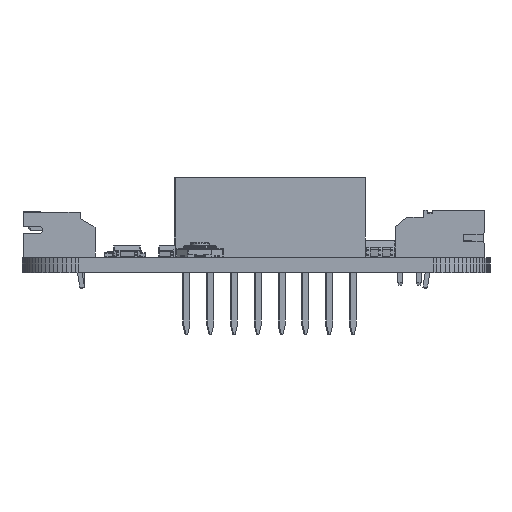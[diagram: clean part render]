
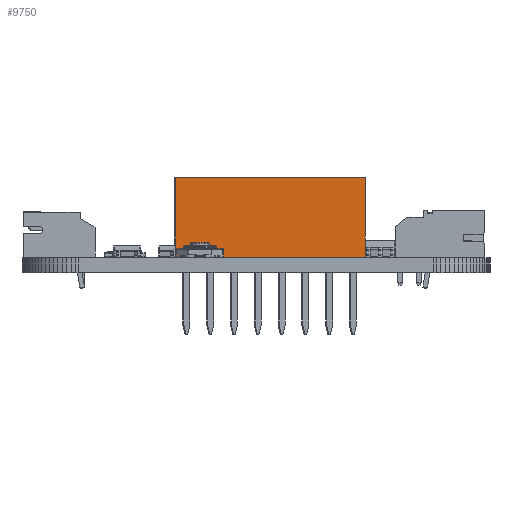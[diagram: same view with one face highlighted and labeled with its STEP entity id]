
A CAD part, left-side view. The second image highlights one B-rep face of the part: STEP entity #9750.
In plain terms, the highlighted face is planar.
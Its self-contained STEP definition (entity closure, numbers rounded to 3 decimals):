
#9288 = VERTEX_POINT('',#9289);
#9289 = CARTESIAN_POINT('',(20.32,-8.5,2.54));
#9295 = EDGE_CURVE('',#9296,#9288,#9298,.T.);
#9296 = VERTEX_POINT('',#9297);
#9297 = CARTESIAN_POINT('',(0.,-8.5,2.54));
#9298 = LINE('',#9299,#9300);
#9299 = CARTESIAN_POINT('',(0.,-8.5,2.54));
#9300 = VECTOR('',#9301,1.);
#9301 = DIRECTION('',(1.,0.,0.));
#9374 = EDGE_CURVE('',#9375,#9296,#9377,.T.);
#9375 = VERTEX_POINT('',#9376);
#9376 = CARTESIAN_POINT('',(0.,0.,2.54));
#9377 = LINE('',#9378,#9379);
#9378 = CARTESIAN_POINT('',(0.,0.,2.54));
#9379 = VECTOR('',#9380,1.);
#9380 = DIRECTION('',(0.,-1.,0.));
#9732 = EDGE_CURVE('',#9733,#9375,#9735,.T.);
#9733 = VERTEX_POINT('',#9734);
#9734 = CARTESIAN_POINT('',(20.32,0.,2.54));
#9735 = LINE('',#9736,#9737);
#9736 = CARTESIAN_POINT('',(0.,0.,2.54));
#9737 = VECTOR('',#9738,1.);
#9738 = DIRECTION('',(-1.,-0.,-0.));
#9750 = ADVANCED_FACE('',(#9751),#9762,.T.);
#9751 = FACE_BOUND('',#9752,.T.);
#9752 = EDGE_LOOP('',(#9753,#9754,#9755,#9761));
#9753 = ORIENTED_EDGE('',*,*,#9374,.T.);
#9754 = ORIENTED_EDGE('',*,*,#9295,.T.);
#9755 = ORIENTED_EDGE('',*,*,#9756,.T.);
#9756 = EDGE_CURVE('',#9288,#9733,#9757,.T.);
#9757 = LINE('',#9758,#9759);
#9758 = CARTESIAN_POINT('',(20.32,0.,2.54));
#9759 = VECTOR('',#9760,1.);
#9760 = DIRECTION('',(0.,1.,-0.));
#9761 = ORIENTED_EDGE('',*,*,#9732,.T.);
#9762 = PLANE('',#9763);
#9763 = AXIS2_PLACEMENT_3D('',#9764,#9765,#9766);
#9764 = CARTESIAN_POINT('',(0.,0.,2.54));
#9765 = DIRECTION('',(-0.,0.,1.));
#9766 = DIRECTION('',(1.,0.,0.));
